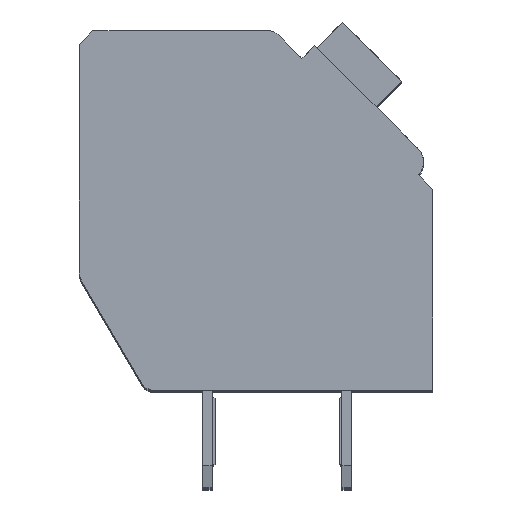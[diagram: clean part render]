
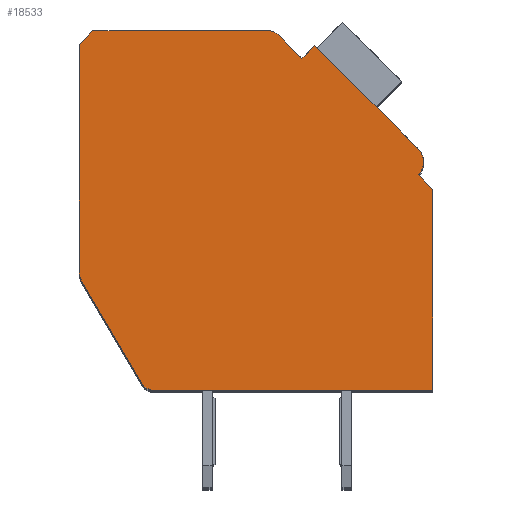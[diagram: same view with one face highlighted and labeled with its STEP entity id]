
A CAD part, top view. The second image highlights one B-rep face of the part: STEP entity #18533.
In plain terms, the highlighted planar face has unit normal (0, 0, 1).
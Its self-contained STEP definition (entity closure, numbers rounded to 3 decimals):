
#1605=DIRECTION('',(0.,-1.,0.));
#1606=VECTOR('',#1605,8.053);
#1607=CARTESIAN_POINT('',(-12.7,12.4,2.1));
#1608=LINE('',#1607,#1606);
#1609=DIRECTION('',(-0.707,-0.707,0.));
#1610=VECTOR('',#1609,0.707);
#1611=CARTESIAN_POINT('',(-12.2,12.9,2.1));
#1612=LINE('',#1611,#1610);
#1613=DIRECTION('',(-1.,0.,0.));
#1614=VECTOR('',#1613,6.298);
#1615=CARTESIAN_POINT('',(-5.902,12.9,2.1));
#1616=LINE('',#1615,#1614);
#1617=CARTESIAN_POINT('',(-5.902,12.4,2.1));
#1618=DIRECTION('',(0.,0.,1.));
#1619=DIRECTION('',(0.707,0.707,0.));
#1620=AXIS2_PLACEMENT_3D('',#1617,#1618,#1619);
#1622=DIRECTION('',(-0.707,0.707,0.));
#1623=VECTOR('',#1622,1.197);
#1624=CARTESIAN_POINT('',(-4.702,11.907,2.1));
#1625=LINE('',#1624,#1623);
#1626=DIRECTION('',(-0.707,-0.707,0.));
#1627=VECTOR('',#1626,0.65);
#1628=CARTESIAN_POINT('',(-4.243,12.367,2.1));
#1629=LINE('',#1628,#1627);
#1630=DIRECTION('',(-0.707,0.707,0.));
#1631=VECTOR('',#1630,5.25);
#1632=CARTESIAN_POINT('',(-0.53,8.655,2.1));
#1633=LINE('',#1632,#1631);
#1634=CARTESIAN_POINT('',(-0.99,8.195,2.1));
#1635=DIRECTION('',(0.,0.,1.));
#1636=DIRECTION('',(0.707,-0.707,0.));
#1637=AXIS2_PLACEMENT_3D('',#1634,#1635,#1636);
#1639=DIRECTION('',(-0.707,0.707,0.));
#1640=VECTOR('',#1639,0.75);
#1641=CARTESIAN_POINT('',(0.,7.205,2.1));
#1642=LINE('',#1641,#1640);
#1643=DIRECTION('',(0.,1.,0.));
#1644=VECTOR('',#1643,7.205);
#1645=CARTESIAN_POINT('',(0.,0.,2.1));
#1646=LINE('',#1645,#1644);
#1647=DIRECTION('',(1.,0.,0.));
#1648=VECTOR('',#1647,10.014);
#1649=CARTESIAN_POINT('',(-10.014,0.,2.1));
#1650=LINE('',#1649,#1648);
#1651=CARTESIAN_POINT('',(-10.014,0.5,2.1));
#1652=DIRECTION('',(0.,0.,1.));
#1653=DIRECTION('',(-0.862,-0.508,0.));
#1654=AXIS2_PLACEMENT_3D('',#1651,#1652,#1653);
#1656=DIRECTION('',(0.508,-0.862,0.));
#1657=VECTOR('',#1656,4.17);
#1658=CARTESIAN_POINT('',(-12.562,3.839,2.1));
#1659=LINE('',#1658,#1657);
#1660=CARTESIAN_POINT('',(-11.7,4.347,2.1));
#1661=DIRECTION('',(0.,0.,1.));
#1662=DIRECTION('',(-1.,0.,0.));
#1663=AXIS2_PLACEMENT_3D('',#1660,#1661,#1662);
#12853=CARTESIAN_POINT('',(-12.7,12.4,2.1));
#12854=CARTESIAN_POINT('',(-12.7,4.347,2.1));
#12855=VERTEX_POINT('',#12853);
#12856=VERTEX_POINT('',#12854);
#12857=CARTESIAN_POINT('',(-12.562,3.839,2.1));
#12858=VERTEX_POINT('',#12857);
#12859=CARTESIAN_POINT('',(-10.445,0.246,2.1));
#12860=VERTEX_POINT('',#12859);
#12861=CARTESIAN_POINT('',(-10.014,0.,2.1));
#12862=VERTEX_POINT('',#12861);
#12863=CARTESIAN_POINT('',(0.,0.,2.1));
#12864=VERTEX_POINT('',#12863);
#12865=CARTESIAN_POINT('',(0.,7.205,2.1));
#12866=VERTEX_POINT('',#12865);
#12867=CARTESIAN_POINT('',(-0.53,7.735,2.1));
#12868=VERTEX_POINT('',#12867);
#12869=CARTESIAN_POINT('',(-0.53,8.655,2.1));
#12870=VERTEX_POINT('',#12869);
#12871=CARTESIAN_POINT('',(-4.243,12.367,2.1));
#12872=VERTEX_POINT('',#12871);
#12873=CARTESIAN_POINT('',(-4.702,11.907,2.1));
#12874=VERTEX_POINT('',#12873);
#12875=CARTESIAN_POINT('',(-5.548,12.754,2.1));
#12876=VERTEX_POINT('',#12875);
#12877=CARTESIAN_POINT('',(-5.902,12.9,2.1));
#12878=VERTEX_POINT('',#12877);
#12879=CARTESIAN_POINT('',(-12.2,12.9,2.1));
#12880=VERTEX_POINT('',#12879);
#18503=CARTESIAN_POINT('',(0.,0.,2.1));
#18504=DIRECTION('',(0.,0.,1.));
#18505=DIRECTION('',(1.,0.,0.));
#18506=AXIS2_PLACEMENT_3D('',#18503,#18504,#18505);
#18507=PLANE('',#18506);
#18508=ORIENTED_EDGE('',*,*,#16766,.F.);
#18510=ORIENTED_EDGE('',*,*,#18509,.F.);
#18512=ORIENTED_EDGE('',*,*,#18511,.F.);
#18514=ORIENTED_EDGE('',*,*,#18513,.F.);
#18516=ORIENTED_EDGE('',*,*,#18515,.F.);
#18518=ORIENTED_EDGE('',*,*,#18517,.F.);
#18520=ORIENTED_EDGE('',*,*,#18519,.F.);
#18522=ORIENTED_EDGE('',*,*,#18521,.F.);
#18524=ORIENTED_EDGE('',*,*,#18523,.F.);
#18525=ORIENTED_EDGE('',*,*,#17097,.F.);
#18526=ORIENTED_EDGE('',*,*,#18319,.F.);
#18527=ORIENTED_EDGE('',*,*,#17938,.F.);
#18528=ORIENTED_EDGE('',*,*,#17698,.F.);
#18530=ORIENTED_EDGE('',*,*,#18529,.F.);
#18531=EDGE_LOOP('',(#18508,#18510,#18512,#18514,#18516,#18518,#18520,#18522,
#18524,#18525,#18526,#18527,#18528,#18530));
#18532=FACE_OUTER_BOUND('',#18531,.F.);
#1621=CIRCLE('',#1620,0.5);
#1638=CIRCLE('',#1637,0.65);
#1655=CIRCLE('',#1654,0.5);
#1664=CIRCLE('',#1663,1.);
#16766=EDGE_CURVE('',#12855,#12856,#1608,.T.);
#17097=EDGE_CURVE('',#12864,#12866,#1646,.T.);
#17698=EDGE_CURVE('',#12858,#12860,#1659,.T.);
#17938=EDGE_CURVE('',#12860,#12862,#1655,.T.);
#18319=EDGE_CURVE('',#12862,#12864,#1650,.T.);
#18509=EDGE_CURVE('',#12880,#12855,#1612,.T.);
#18511=EDGE_CURVE('',#12878,#12880,#1616,.T.);
#18513=EDGE_CURVE('',#12876,#12878,#1621,.T.);
#18515=EDGE_CURVE('',#12874,#12876,#1625,.T.);
#18517=EDGE_CURVE('',#12872,#12874,#1629,.T.);
#18519=EDGE_CURVE('',#12870,#12872,#1633,.T.);
#18521=EDGE_CURVE('',#12868,#12870,#1638,.T.);
#18523=EDGE_CURVE('',#12866,#12868,#1642,.T.);
#18529=EDGE_CURVE('',#12856,#12858,#1664,.T.);
#18533=ADVANCED_FACE('',(#18532),#18507,.T.);
